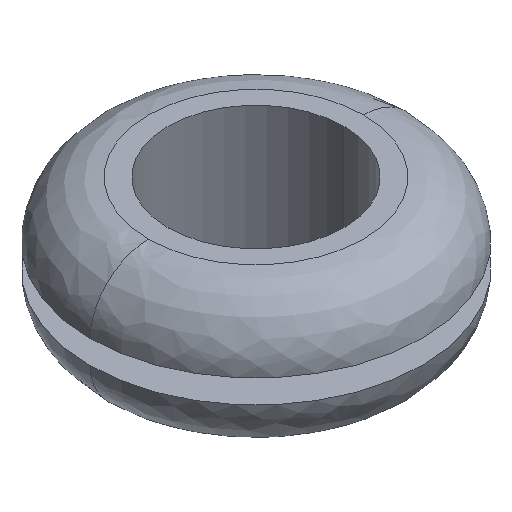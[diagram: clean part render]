
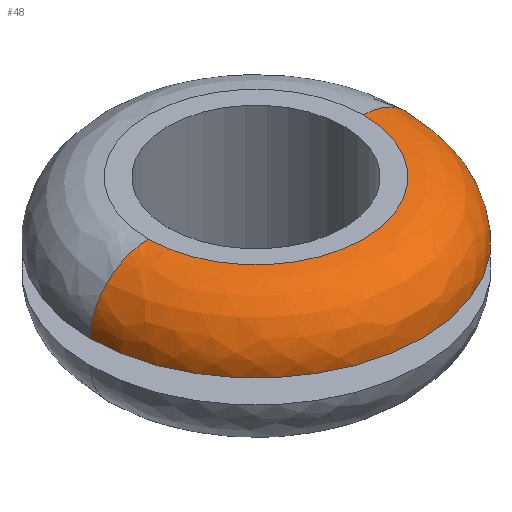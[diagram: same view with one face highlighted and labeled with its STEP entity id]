
A CAD part, isometric view. The second image highlights one B-rep face of the part: STEP entity #48.
In plain terms, the highlighted free-form (B-spline) face has degree [2, 2] with [5, 5] control points.
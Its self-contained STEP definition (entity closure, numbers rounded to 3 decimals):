
#48=ADVANCED_FACE('',(#137),#136,.T.);
#136=( BOUNDED_SURFACE() B_SPLINE_SURFACE( 2,2,((#262,#263,#264,#265,#266),(#267,#268,#269,#270,#271),(#272,#273,#274,#275,#276),(#277,#278,#279,#280,#281),(#282,#283,#284,#285,#286)), .UNSPECIFIED.,.F.,.F.,.F.) B_SPLINE_SURFACE_WITH_KNOTS((3,2,3),(3,2,3),(0.,0.5,1.),(0.,0.5,1.), .UNSPECIFIED. ) GEOMETRIC_REPRESENTATION_ITEM() RATIONAL_B_SPLINE_SURFACE(((1.,0.719,1.,0.719,1.),(0.707,0.508,0.707,0.508,0.707),(1.,0.719,1.,0.719,1.),(0.707,0.508,0.707,0.508,0.707),(1.,0.719,1.,0.719,1.))) REPRESENTATION_ITEM('') SURFACE() );
#137=FACE_OUTER_BOUND('',#287,.T.);
#262=CARTESIAN_POINT('',(2.503,0.,-2.9));
#263=CARTESIAN_POINT('',(2.6,0.,0.));
#264=CARTESIAN_POINT('',(5.502,0.,0.));
#265=CARTESIAN_POINT('',(8.403,0.,0.));
#266=CARTESIAN_POINT('',(8.5,0.,-2.9));
#267=CARTESIAN_POINT('',(2.503,-2.503,-2.9));
#268=CARTESIAN_POINT('',(2.6,-2.6,0.));
#269=CARTESIAN_POINT('',(5.502,-5.502,0.));
#270=CARTESIAN_POINT('',(8.403,-8.403,0.));
#271=CARTESIAN_POINT('',(8.5,-8.5,-2.9));
#272=CARTESIAN_POINT('',(0.,-2.503,-2.9));
#273=CARTESIAN_POINT('',(0.,-2.6,0.));
#274=CARTESIAN_POINT('',(0.,-5.502,0.));
#275=CARTESIAN_POINT('',(0.,-8.403,0.));
#276=CARTESIAN_POINT('',(0.,-8.5,-2.9));
#277=CARTESIAN_POINT('',(-2.503,-2.503,-2.9));
#278=CARTESIAN_POINT('',(-2.6,-2.6,0.));
#279=CARTESIAN_POINT('',(-5.502,-5.502,0.));
#280=CARTESIAN_POINT('',(-8.403,-8.403,0.));
#281=CARTESIAN_POINT('',(-8.5,-8.5,-2.9));
#282=CARTESIAN_POINT('',(-2.503,0.,-2.9));
#283=CARTESIAN_POINT('',(-2.6,0.,0.));
#284=CARTESIAN_POINT('',(-5.502,0.,0.));
#285=CARTESIAN_POINT('',(-8.403,0.,0.));
#286=CARTESIAN_POINT('',(-8.5,0.,-2.9));
#287=EDGE_LOOP('',(#356,#357,#358,#359));
#356=ORIENTED_EDGE('',*,*,#385,.F.);
#357=ORIENTED_EDGE('',*,*,#392,.F.);
#358=ORIENTED_EDGE('',*,*,#380,.T.);
#359=ORIENTED_EDGE('',*,*,#393,.T.);
#380=EDGE_CURVE('',#452,#453,#454,.T.);
#385=EDGE_CURVE('',#481,#480,#488,.T.);
#392=EDGE_CURVE('',#452,#481,#532,.T.);
#393=EDGE_CURVE('',#453,#480,#538,.T.);
#452=VERTEX_POINT('',#596);
#453=VERTEX_POINT('',#597);
#454=CIRCLE('',#601,5.502);
#480=VERTEX_POINT('',#616);
#481=VERTEX_POINT('',#617);
#488=CIRCLE('',#625,8.5);
#532=(BOUNDED_CURVE() B_SPLINE_CURVE(2,(#648,#649,#650),.UNSPECIFIED.,.F.,.F.) B_SPLINE_CURVE_WITH_KNOTS((3,3),(0.5,1.),.UNSPECIFIED.) CURVE() GEOMETRIC_REPRESENTATION_ITEM() RATIONAL_B_SPLINE_CURVE((1.,0.719,1.)) REPRESENTATION_ITEM('') );
#538=(BOUNDED_CURVE() B_SPLINE_CURVE(3,(#651,#652,#653,#654,#655),.UNSPECIFIED.,.F.,.F.) B_SPLINE_CURVE_WITH_KNOTS((4,1,4),(0.5,0.75,1.),.UNSPECIFIED.) CURVE() GEOMETRIC_REPRESENTATION_ITEM() RATIONAL_B_SPLINE_CURVE((1.,1.,1.,1.,1.)) REPRESENTATION_ITEM('') );
#596=CARTESIAN_POINT('',(5.502,0.,0.));
#597=CARTESIAN_POINT('',(-5.502,0.,0.));
#598=CARTESIAN_POINT('',(0.,0.,0.));
#599=DIRECTION('',(0.,0.,-1.));
#600=DIRECTION('',(-1.,0.,0.));
#601=AXIS2_PLACEMENT_3D('',#598,#599,#600);
#616=CARTESIAN_POINT('',(-8.5,0.,-2.9));
#617=CARTESIAN_POINT('',(8.5,0.,-2.9));
#622=CARTESIAN_POINT('',(0.,0.,-2.9));
#623=DIRECTION('',(0.,0.,-1.));
#624=DIRECTION('',(-1.,0.,0.));
#625=AXIS2_PLACEMENT_3D('',#622,#623,#624);
#648=CARTESIAN_POINT('',(5.502,0.,0.));
#649=CARTESIAN_POINT('',(8.403,0.,0.));
#650=CARTESIAN_POINT('',(8.5,0.,-2.9));
#651=CARTESIAN_POINT('',(-5.502,0.,0.));
#652=CARTESIAN_POINT('',(-6.264,0.,0.006));
#653=CARTESIAN_POINT('',(-7.802,0.,-0.621));
#654=CARTESIAN_POINT('',(-8.481,0.,-2.138));
#655=CARTESIAN_POINT('',(-8.5,0.,-2.9));
